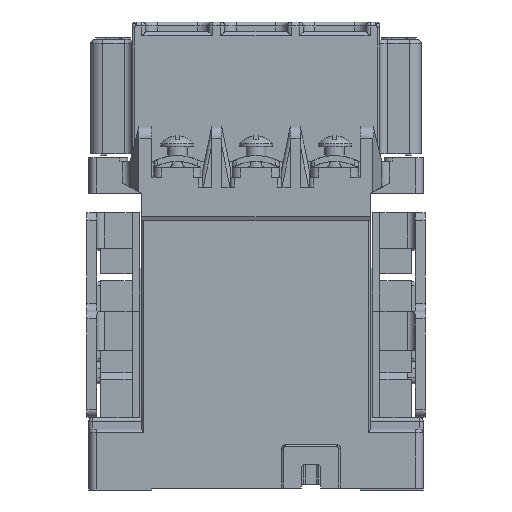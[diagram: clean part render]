
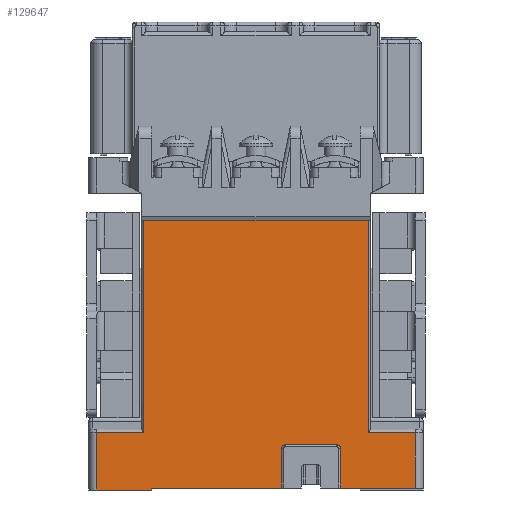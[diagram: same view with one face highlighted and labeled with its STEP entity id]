
A CAD part, left-side view. The second image highlights one B-rep face of the part: STEP entity #129647.
In plain terms, the highlighted planar face has unit normal (-1, 0, 0).
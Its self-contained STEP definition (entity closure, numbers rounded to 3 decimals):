
#26643=DIRECTION('',(0.,0.,1.));
#26644=VECTOR('',#26643,54.);
#26645=CARTESIAN_POINT('',(-2.75,-11.25,13.));
#26646=LINE('',#26645,#26644);
#26647=DIRECTION('',(0.,0.,-1.));
#26648=VECTOR('',#26647,54.);
#26649=CARTESIAN_POINT('',(-2.75,-68.25,67.));
#26650=LINE('',#26649,#26648);
#26651=DIRECTION('',(0.,1.,0.));
#26652=VECTOR('',#26651,19.);
#26653=CARTESIAN_POINT('',(-2.75,-80.25,-1.));
#26654=LINE('',#26653,#26652);
#26655=DIRECTION('',(0.,0.,1.));
#26656=VECTOR('',#26655,10.);
#26657=CARTESIAN_POINT('',(-2.75,-61.25,-1.));
#26658=LINE('',#26657,#26656);
#26659=DIRECTION('',(0.,1.,0.));
#26660=VECTOR('',#26659,13.);
#26661=CARTESIAN_POINT('',(-2.75,-60.25,10.));
#26662=LINE('',#26661,#26660);
#26663=DIRECTION('',(0.,0.,1.));
#26664=VECTOR('',#26663,10.);
#26665=CARTESIAN_POINT('',(-2.75,-46.25,-1.));
#26666=LINE('',#26665,#26664);
#26667=DIRECTION('',(0.,1.,0.));
#26668=VECTOR('',#26667,33.);
#26669=CARTESIAN_POINT('',(-2.75,-46.25,-1.));
#26670=LINE('',#26669,#26668);
#26671=DIRECTION('',(0.,0.,1.));
#26672=VECTOR('',#26671,0.5);
#26673=CARTESIAN_POINT('',(-2.75,-13.25,-1.5));
#26674=LINE('',#26673,#26672);
#26712=DIRECTION('',(0.,1.,0.));
#26713=VECTOR('',#26712,12.);
#26714=CARTESIAN_POINT('',(-2.75,-11.25,13.));
#26715=LINE('',#26714,#26713);
#29137=DIRECTION('',(0.,1.,0.));
#29138=VECTOR('',#29137,14.);
#29139=CARTESIAN_POINT('',(-2.75,-13.25,-1.5));
#29140=LINE('',#29139,#29138);
#29157=DIRECTION('',(0.,0.,1.));
#29158=VECTOR('',#29157,14.5);
#29159=CARTESIAN_POINT('',(-2.75,0.75,-1.5));
#29160=LINE('',#29159,#29158);
#29430=CARTESIAN_POINT('',(-2.75,-47.25,9.));
#29431=DIRECTION('',(1.,0.,0.));
#29432=DIRECTION('',(0.,1.,0.));
#29433=AXIS2_PLACEMENT_3D('',#29430,#29431,#29432);
#29447=CARTESIAN_POINT('',(-2.75,-60.25,9.));
#29448=DIRECTION('',(1.,0.,0.));
#29449=DIRECTION('',(0.,0.,1.));
#29450=AXIS2_PLACEMENT_3D('',#29447,#29448,#29449);
#29464=DIRECTION('',(0.,0.,-1.));
#29465=VECTOR('',#29464,14.);
#29466=CARTESIAN_POINT('',(-2.75,-80.25,13.));
#29467=LINE('',#29466,#29465);
#29483=DIRECTION('',(0.,1.,0.));
#29484=VECTOR('',#29483,12.);
#29485=CARTESIAN_POINT('',(-2.75,-80.25,13.));
#29486=LINE('',#29485,#29484);
#55682=DIRECTION('',(0.,1.,0.));
#55683=VECTOR('',#55682,57.);
#55684=CARTESIAN_POINT('',(-2.75,-68.25,67.));
#55685=LINE('',#55684,#55683);
#82301=CARTESIAN_POINT('',(-2.75,0.75,-1.5));
#82303=VERTEX_POINT('',#82301);
#82440=CARTESIAN_POINT('',(-2.75,-80.25,-1.));
#82441=CARTESIAN_POINT('',(-2.75,-61.25,-1.));
#82442=VERTEX_POINT('',#82440);
#82443=VERTEX_POINT('',#82441);
#82444=CARTESIAN_POINT('',(-2.75,-46.25,-1.));
#82445=CARTESIAN_POINT('',(-2.75,-13.25,-1.));
#82446=VERTEX_POINT('',#82444);
#82447=VERTEX_POINT('',#82445);
#82448=CARTESIAN_POINT('',(-2.75,-13.25,-1.5));
#82449=VERTEX_POINT('',#82448);
#82638=CARTESIAN_POINT('',(-2.75,-60.25,10.));
#82639=CARTESIAN_POINT('',(-2.75,-47.25,10.));
#82640=VERTEX_POINT('',#82638);
#82641=VERTEX_POINT('',#82639);
#82642=CARTESIAN_POINT('',(-2.75,-46.25,9.));
#82643=VERTEX_POINT('',#82642);
#82644=CARTESIAN_POINT('',(-2.75,-61.25,9.));
#82645=VERTEX_POINT('',#82644);
#82700=CARTESIAN_POINT('',(-2.75,0.75,13.));
#82701=VERTEX_POINT('',#82700);
#82718=CARTESIAN_POINT('',(-2.75,-80.25,13.));
#82719=VERTEX_POINT('',#82718);
#83038=CARTESIAN_POINT('',(-2.75,-11.25,13.));
#83039=CARTESIAN_POINT('',(-2.75,-11.25,67.));
#83040=VERTEX_POINT('',#83038);
#83041=VERTEX_POINT('',#83039);
#83046=CARTESIAN_POINT('',(-2.75,-68.25,67.));
#83047=CARTESIAN_POINT('',(-2.75,-68.25,13.));
#83048=VERTEX_POINT('',#83046);
#83049=VERTEX_POINT('',#83047);
#129609=CARTESIAN_POINT('',(-2.75,-82.25,-1.5));
#129610=DIRECTION('',(1.,0.,0.));
#129611=DIRECTION('',(0.,0.,1.));
#129612=AXIS2_PLACEMENT_3D('',#129609,#129610,#129611);
#129613=PLANE('',#129612);
#129615=ORIENTED_EDGE('',*,*,#129614,.T.);
#129617=ORIENTED_EDGE('',*,*,#129616,.F.);
#129618=ORIENTED_EDGE('',*,*,#129592,.T.);
#129620=ORIENTED_EDGE('',*,*,#129619,.F.);
#129622=ORIENTED_EDGE('',*,*,#129621,.T.);
#129624=ORIENTED_EDGE('',*,*,#129623,.T.);
#129626=ORIENTED_EDGE('',*,*,#129625,.T.);
#129628=ORIENTED_EDGE('',*,*,#129627,.F.);
#129630=ORIENTED_EDGE('',*,*,#129629,.T.);
#129632=ORIENTED_EDGE('',*,*,#129631,.F.);
#129634=ORIENTED_EDGE('',*,*,#129633,.F.);
#129636=ORIENTED_EDGE('',*,*,#129635,.T.);
#129638=ORIENTED_EDGE('',*,*,#129637,.F.);
#129640=ORIENTED_EDGE('',*,*,#129639,.T.);
#129642=ORIENTED_EDGE('',*,*,#129641,.T.);
#129644=ORIENTED_EDGE('',*,*,#129643,.F.);
#129645=EDGE_LOOP('',(#129615,#129617,#129618,#129620,#129622,#129624,#129626,
#129628,#129630,#129632,#129634,#129636,#129638,#129640,#129642,#129644));
#129646=FACE_OUTER_BOUND('',#129645,.F.);
#129647=ADVANCED_FACE('',(#129646),#129613,.F.);
#29434=CIRCLE('',#29433,1.);
#29451=CIRCLE('',#29450,1.);
#129592=EDGE_CURVE('',#83048,#83049,#26650,.T.);
#129614=EDGE_CURVE('',#83040,#83041,#26646,.T.);
#129616=EDGE_CURVE('',#83048,#83041,#55685,.T.);
#129619=EDGE_CURVE('',#82719,#83049,#29486,.T.);
#129621=EDGE_CURVE('',#82719,#82442,#29467,.T.);
#129623=EDGE_CURVE('',#82442,#82443,#26654,.T.);
#129625=EDGE_CURVE('',#82443,#82645,#26658,.T.);
#129627=EDGE_CURVE('',#82640,#82645,#29451,.T.);
#129629=EDGE_CURVE('',#82640,#82641,#26662,.T.);
#129631=EDGE_CURVE('',#82643,#82641,#29434,.T.);
#129633=EDGE_CURVE('',#82446,#82643,#26666,.T.);
#129635=EDGE_CURVE('',#82446,#82447,#26670,.T.);
#129637=EDGE_CURVE('',#82449,#82447,#26674,.T.);
#129639=EDGE_CURVE('',#82449,#82303,#29140,.T.);
#129641=EDGE_CURVE('',#82303,#82701,#29160,.T.);
#129643=EDGE_CURVE('',#83040,#82701,#26715,.T.);
